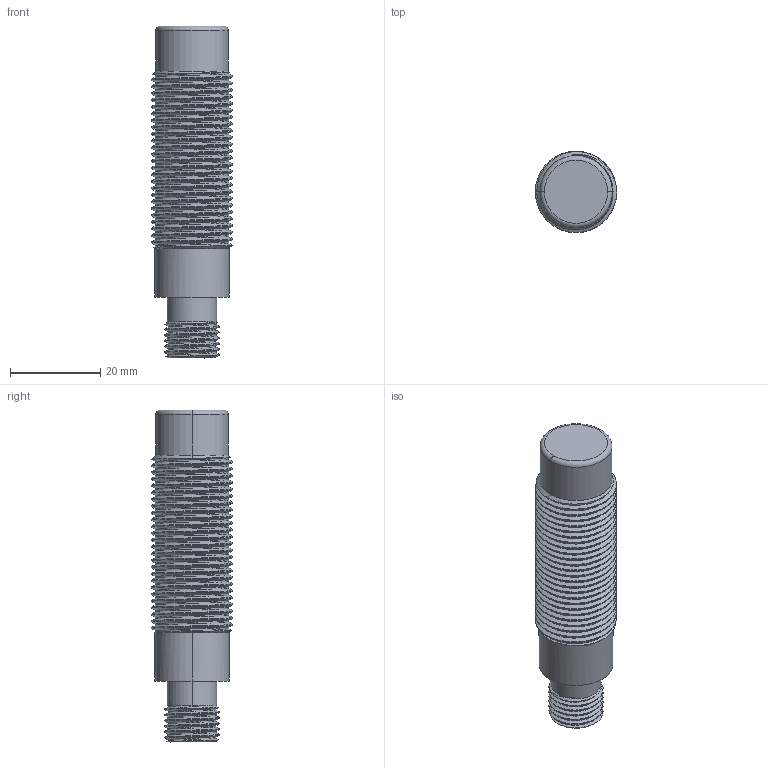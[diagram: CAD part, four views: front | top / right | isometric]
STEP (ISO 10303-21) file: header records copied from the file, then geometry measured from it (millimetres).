
FILE_DESCRIPTION (( 'STEP AP214' ), '1' );
FILE_NAME ('RFID READER RLS-1183-020.STEP', '2023-07-04T22:16:54', ( '' ), ( '' ), 'SwSTEP 2.0', 'SolidWorks 2019', '' );
FILE_SCHEMA (( 'AUTOMOTIVE_DESIGN' ));
Length unit declared in the file: millimetre
Products named in the file (1): RFID READER RLS-1183-020
Bounding box: 18 x 18 x 73.5 mm (x, y, z)
Volume: 14174.2 mm3; surface area: 5718.1 mm2
Topology: 1 solids, 1 shells, 98 faces, 269 edges, 175 vertices
Faces by surface type: cylinder 72, bspline 10, cone 10, plane 4, torus 2
Entity records: 13488 total; most frequent: CARTESIAN_POINT 10393, ORIENTED_EDGE 538, DIRECTION 287, EDGE_CURVE 269, VERTEX_POINT 175, AXIS2_PLACEMENT_3D 105, UNCERTAINTY_MEASURE_WITH_UNIT 101, COLOUR_RGB 100
